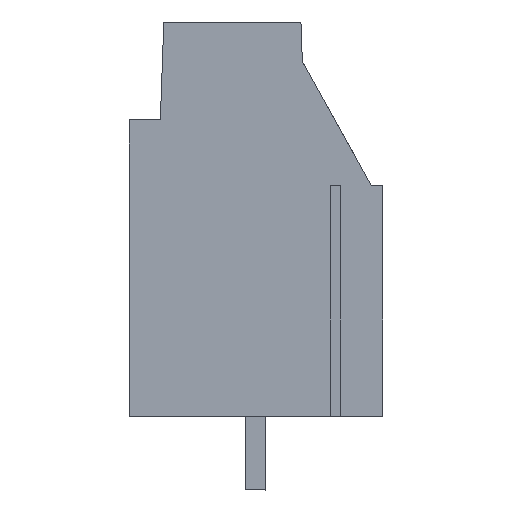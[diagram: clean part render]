
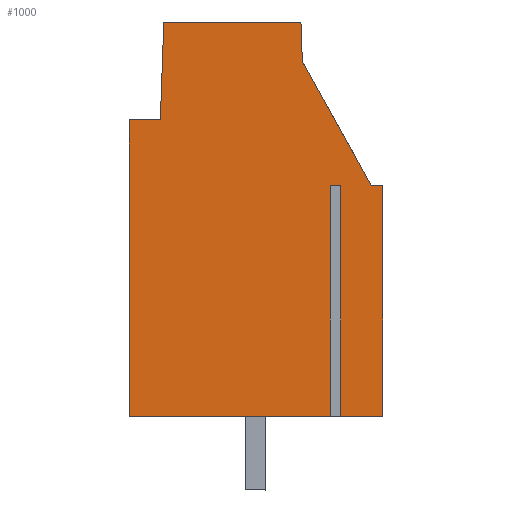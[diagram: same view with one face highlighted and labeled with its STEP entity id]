
A CAD part, left-side view. The second image highlights one B-rep face of the part: STEP entity #1000.
In plain terms, the highlighted planar face has unit normal (-1, 0, 0).
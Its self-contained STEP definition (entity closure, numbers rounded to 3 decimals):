
#908=AXIS2_PLACEMENT_3D('Plane Axis2P3D',#905,#906,#907) ;
#610=CARTESIAN_POINT('Vertex',(0.,0.5,13.2)) ;
#615=CARTESIAN_POINT('Line Origine',(0.,0.25,13.2)) ;
#619=CARTESIAN_POINT('Vertex',(0.,0.,13.2)) ;
#658=CARTESIAN_POINT('Vertex',(0.,3.49,18.592)) ;
#663=CARTESIAN_POINT('Line Origine',(0.,1.995,15.896)) ;
#905=CARTESIAN_POINT('Axis2P3D Location',(0.,11.,0.)) ;
#910=CARTESIAN_POINT('Line Origine',(0.,0.912,3.2)) ;
#914=CARTESIAN_POINT('Vertex',(0.,1.825,3.2)) ;
#916=CARTESIAN_POINT('Vertex',(0.,0.,3.2)) ;
#919=CARTESIAN_POINT('Line Origine',(0.,0.,8.2)) ;
#924=CARTESIAN_POINT('Line Origine',(0.,3.52,19.446)) ;
#928=CARTESIAN_POINT('Vertex',(0.,3.55,20.3)) ;
#931=CARTESIAN_POINT('Line Origine',(0.,6.525,20.3)) ;
#935=CARTESIAN_POINT('Vertex',(0.,9.5,20.3)) ;
#938=CARTESIAN_POINT('Line Origine',(0.,9.574,18.175)) ;
#942=CARTESIAN_POINT('Vertex',(0.,9.648,16.05)) ;
#945=CARTESIAN_POINT('Line Origine',(0.,10.324,16.05)) ;
#949=CARTESIAN_POINT('Vertex',(0.,11.,16.05)) ;
#952=CARTESIAN_POINT('Line Origine',(0.,11.,9.625)) ;
#956=CARTESIAN_POINT('Vertex',(0.,11.,3.2)) ;
#959=CARTESIAN_POINT('Line Origine',(0.,6.638,3.2)) ;
#963=CARTESIAN_POINT('Vertex',(0.,2.275,3.2)) ;
#966=CARTESIAN_POINT('Line Origine',(0.,2.275,8.2)) ;
#970=CARTESIAN_POINT('Vertex',(0.,2.275,13.2)) ;
#973=CARTESIAN_POINT('Line Origine',(0.,2.05,13.2)) ;
#977=CARTESIAN_POINT('Vertex',(0.,1.825,13.2)) ;
#980=CARTESIAN_POINT('Line Origine',(0.,1.825,8.2)) ;
#616=DIRECTION('Vector Direction',(0.,-1.,0.)) ;
#664=DIRECTION('Vector Direction',(0.,-0.485,-0.875)) ;
#906=DIRECTION('Axis2P3D Direction',(-1.,0.,0.)) ;
#907=DIRECTION('Axis2P3D XDirection',(0.,-1.,0.)) ;
#911=DIRECTION('Vector Direction',(0.,1.,0.)) ;
#920=DIRECTION('Vector Direction',(0.,0.,-1.)) ;
#925=DIRECTION('Vector Direction',(0.,0.035,0.999)) ;
#932=DIRECTION('Vector Direction',(0.,-1.,0.)) ;
#939=DIRECTION('Vector Direction',(0.,0.035,-0.999)) ;
#946=DIRECTION('Vector Direction',(0.,-1.,0.)) ;
#953=DIRECTION('Vector Direction',(0.,0.,1.)) ;
#960=DIRECTION('Vector Direction',(0.,1.,0.)) ;
#967=DIRECTION('Vector Direction',(0.,0.,1.)) ;
#974=DIRECTION('Vector Direction',(0.,-1.,0.)) ;
#981=DIRECTION('Vector Direction',(0.,0.,1.)) ;
#617=VECTOR('Line Direction',#616,1.) ;
#665=VECTOR('Line Direction',#664,1.) ;
#912=VECTOR('Line Direction',#911,1.) ;
#921=VECTOR('Line Direction',#920,1.) ;
#926=VECTOR('Line Direction',#925,1.) ;
#933=VECTOR('Line Direction',#932,1.) ;
#940=VECTOR('Line Direction',#939,1.) ;
#947=VECTOR('Line Direction',#946,1.) ;
#954=VECTOR('Line Direction',#953,1.) ;
#961=VECTOR('Line Direction',#960,1.) ;
#968=VECTOR('Line Direction',#967,1.) ;
#975=VECTOR('Line Direction',#974,1.) ;
#982=VECTOR('Line Direction',#981,1.) ;
#986=ORIENTED_EDGE('',*,*,#918,.T.) ;
#987=ORIENTED_EDGE('',*,*,#923,.T.) ;
#988=ORIENTED_EDGE('',*,*,#621,.T.) ;
#989=ORIENTED_EDGE('',*,*,#667,.T.) ;
#990=ORIENTED_EDGE('',*,*,#930,.T.) ;
#991=ORIENTED_EDGE('',*,*,#937,.T.) ;
#992=ORIENTED_EDGE('',*,*,#944,.T.) ;
#993=ORIENTED_EDGE('',*,*,#951,.T.) ;
#994=ORIENTED_EDGE('',*,*,#958,.T.) ;
#995=ORIENTED_EDGE('',*,*,#965,.T.) ;
#996=ORIENTED_EDGE('',*,*,#972,.T.) ;
#997=ORIENTED_EDGE('',*,*,#979,.F.) ;
#998=ORIENTED_EDGE('',*,*,#984,.F.) ;
#1000=ADVANCED_FACE('KLSC M3x6.3.1',(#999),#909,.T.) ;
#621=EDGE_CURVE('',#620,#611,#618,.F.) ;
#667=EDGE_CURVE('',#611,#659,#666,.F.) ;
#918=EDGE_CURVE('',#915,#917,#913,.F.) ;
#923=EDGE_CURVE('',#917,#620,#922,.F.) ;
#930=EDGE_CURVE('',#659,#929,#927,.T.) ;
#937=EDGE_CURVE('',#929,#936,#934,.F.) ;
#944=EDGE_CURVE('',#936,#943,#941,.T.) ;
#951=EDGE_CURVE('',#943,#950,#948,.F.) ;
#958=EDGE_CURVE('',#950,#957,#955,.F.) ;
#965=EDGE_CURVE('',#957,#964,#962,.F.) ;
#972=EDGE_CURVE('',#964,#971,#969,.T.) ;
#979=EDGE_CURVE('',#978,#971,#976,.F.) ;
#984=EDGE_CURVE('',#915,#978,#983,.T.) ;
#985=EDGE_LOOP('',(#986,#987,#988,#989,#990,#991,#992,#993,#994,#995,#996,#997,#998)) ;
#999=FACE_OUTER_BOUND('',#985,.T.) ;
#618=LINE('Line',#615,#617) ;
#666=LINE('Line',#663,#665) ;
#913=LINE('Line',#910,#912) ;
#922=LINE('Line',#919,#921) ;
#927=LINE('Line',#924,#926) ;
#934=LINE('Line',#931,#933) ;
#941=LINE('Line',#938,#940) ;
#948=LINE('Line',#945,#947) ;
#955=LINE('Line',#952,#954) ;
#962=LINE('Line',#959,#961) ;
#969=LINE('Line',#966,#968) ;
#976=LINE('Line',#973,#975) ;
#983=LINE('Line',#980,#982) ;
#909=PLANE('',#908) ;
#611=VERTEX_POINT('',#610) ;
#620=VERTEX_POINT('',#619) ;
#659=VERTEX_POINT('',#658) ;
#915=VERTEX_POINT('',#914) ;
#917=VERTEX_POINT('',#916) ;
#929=VERTEX_POINT('',#928) ;
#936=VERTEX_POINT('',#935) ;
#943=VERTEX_POINT('',#942) ;
#950=VERTEX_POINT('',#949) ;
#957=VERTEX_POINT('',#956) ;
#964=VERTEX_POINT('',#963) ;
#971=VERTEX_POINT('',#970) ;
#978=VERTEX_POINT('',#977) ;
